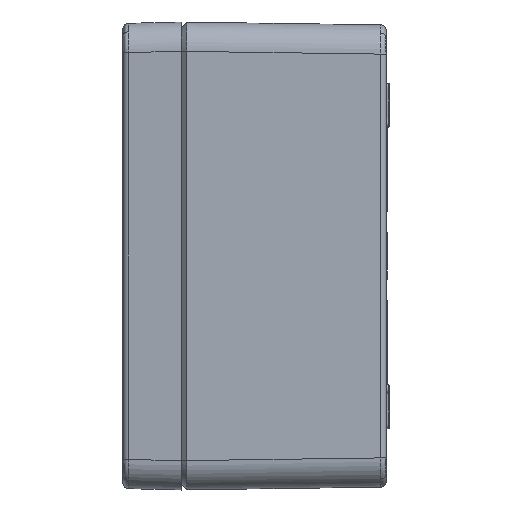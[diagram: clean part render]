
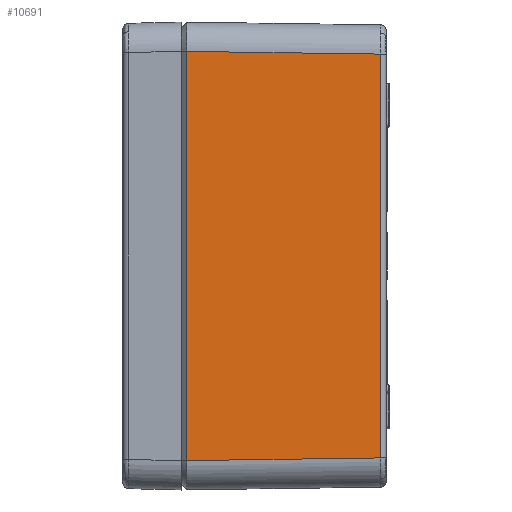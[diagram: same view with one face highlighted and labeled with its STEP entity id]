
A CAD part, left-side view. The second image highlights one B-rep face of the part: STEP entity #10691.
In plain terms, the highlighted planar face has unit normal (-1, -0.014, 0).
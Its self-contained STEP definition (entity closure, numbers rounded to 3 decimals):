
#6851 = CARTESIAN_POINT ( 'NONE',  ( -179.028, -68.028, -69.029 ) ) ;
#6852 = CARTESIAN_POINT ( 'NONE',  ( -179.947, -1.8, -69.948 ) ) ;
#6859 = CARTESIAN_POINT ( 'NONE',  ( -179.947, -1.8, 69.948 ) ) ;
#10691 = ADVANCED_FACE ( 'NONE', ( #75635 ), #98395, .T. ) ;
#11669 = EDGE_CURVE ( 'NONE', #13435, #13434, #100811, .T. ) ;
#11679 = EDGE_CURVE ( 'NONE', #39042, #13442, #100816, .T. ) ;
#11692 = EDGE_CURVE ( 'NONE', #13434, #39042, #100824, .T. ) ;
#11693 = EDGE_CURVE ( 'NONE', #13442, #13435, #100825, .T. ) ;
#12925 = ORIENTED_EDGE ( 'NONE', *, *, #11679, .T. ) ;
#12926 = ORIENTED_EDGE ( 'NONE', *, *, #11669, .T. ) ;
#12927 = ORIENTED_EDGE ( 'NONE', *, *, #11692, .T. ) ;
#12928 = ORIENTED_EDGE ( 'NONE', *, *, #11693, .T. ) ;
#13434 = VERTEX_POINT ( 'NONE', #6851 ) ;
#13435 = VERTEX_POINT ( 'NONE', #6852 ) ;
#13442 = VERTEX_POINT ( 'NONE', #6859 ) ;
#14515 = EDGE_LOOP ( 'NONE', ( #12926, #12927, #12925, #12928 ) ) ;
#17598 = CARTESIAN_POINT ( 'NONE',  ( -179.028, -68.028, 69.029 ) ) ;
#39042 = VERTEX_POINT ( 'NONE', #17598 ) ;
#75635 = FACE_OUTER_BOUND ( 'NONE', #14515, .T. ) ;
#98395 = PLANE ( 'NONE',  #119802 ) ;
#98396 = CARTESIAN_POINT ( 'NONE',  ( -180., 2., -80. ) ) ;
#98397 = DIRECTION ( 'NONE',  ( -1., -0.014, 0. ) ) ;
#98398 = DIRECTION ( 'NONE',  ( 0.014, -1., 0. ) ) ;
#100811 = LINE ( 'NONE', #113658, #110933 ) ;
#100816 = LINE ( 'NONE', #113706, #110938 ) ;
#100824 = LINE ( 'NONE', #113745, #110954 ) ;
#100825 = LINE ( 'NONE', #113747, #110956 ) ;
#110933 = VECTOR ( 'NONE', #113659, 1000. ) ;
#110938 = VECTOR ( 'NONE', #113707, 1000. ) ;
#110954 = VECTOR ( 'NONE', #113746, 1000. ) ;
#110956 = VECTOR ( 'NONE', #113748, 1000. ) ;
#113658 = CARTESIAN_POINT ( 'NONE',  ( -180.002, 2.139, -70.003 ) ) ;
#113659 = DIRECTION ( 'NONE',  ( 0.014, -1., 0.014 ) ) ;
#113706 = CARTESIAN_POINT ( 'NONE',  ( -179.971, -0.081, 69.972 ) ) ;
#113707 = DIRECTION ( 'NONE',  ( -0.014, 1., 0.014 ) ) ;
#113745 = CARTESIAN_POINT ( 'NONE',  ( -179.028, -68.028, 69.002 ) ) ;
#113746 = DIRECTION ( 'NONE',  ( 0., 0., 1. ) ) ;
#113747 = CARTESIAN_POINT ( 'NONE',  ( -179.947, -1.8, -69.973 ) ) ;
#113748 = DIRECTION ( 'NONE',  ( 0., 0., -1. ) ) ;
#119802 = AXIS2_PLACEMENT_3D ( 'NONE', #98396, #98397, #98398 ) ;
